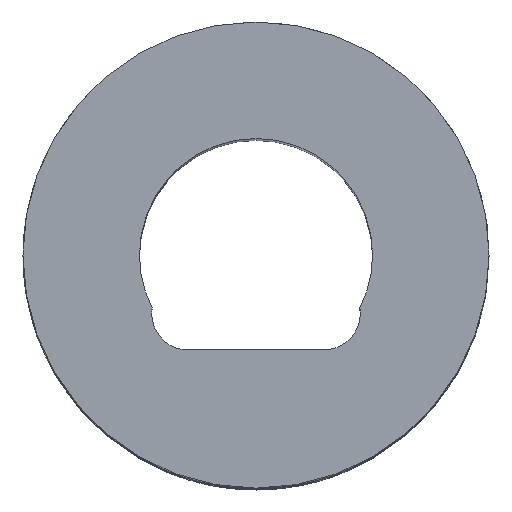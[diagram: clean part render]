
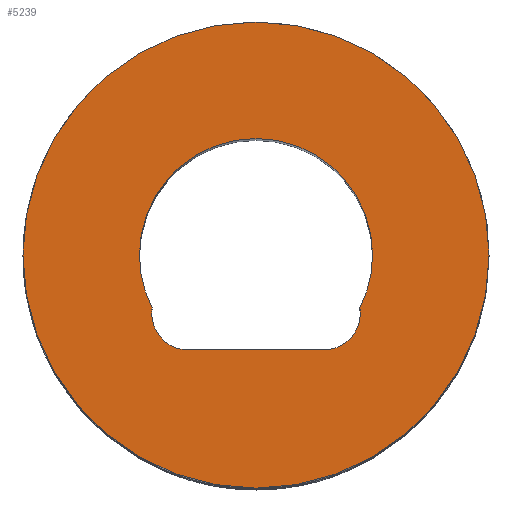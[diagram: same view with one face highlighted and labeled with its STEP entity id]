
A CAD part, top view. The second image highlights one B-rep face of the part: STEP entity #5239.
In plain terms, the highlighted planar face has unit normal (0, 0, 1).
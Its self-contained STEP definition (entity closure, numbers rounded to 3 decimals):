
#22 = FACE_OUTER_BOUND ( 'NONE', #2968, .T. ) ;
#698 = VERTEX_POINT ( 'NONE', #4223 ) ;
#727 = CARTESIAN_POINT ( 'NONE',  ( 3.175, 0., 14.624 ) ) ;
#904 = EDGE_CURVE ( 'NONE', #6757, #11223, #4484, .T. ) ;
#906 = DIRECTION ( 'NONE',  ( -1., 0., 0. ) ) ;
#976 = DIRECTION ( 'NONE',  ( -1., 0., 0. ) ) ;
#1134 = CARTESIAN_POINT ( 'NONE',  ( -1.842, -1.586, 14.624 ) ) ;
#1149 = CARTESIAN_POINT ( 'NONE',  ( -2.842, -1.586, 14.624 ) ) ;
#1322 = ORIENTED_EDGE ( 'NONE', *, *, #3682, .F. ) ;
#1566 = ORIENTED_EDGE ( 'NONE', *, *, #10835, .T. ) ;
#1808 = DIRECTION ( 'NONE',  ( 0., 0., -1. ) ) ;
#1926 = CARTESIAN_POINT ( 'NONE',  ( 0., 0., 14.624 ) ) ;
#2385 = CIRCLE ( 'NONE', #8621, 3.175 ) ;
#2462 = DIRECTION ( 'NONE',  ( 0., 0., -1. ) ) ;
#2513 = DIRECTION ( 'NONE',  ( -1., 0., 0. ) ) ;
#2683 = EDGE_CURVE ( 'NONE', #6135, #12698, #11884, .T. ) ;
#2965 = DIRECTION ( 'NONE',  ( 0., 0., -1. ) ) ;
#2968 = EDGE_LOOP ( 'NONE', ( #9040, #1322 ) ) ;
#2999 = CIRCLE ( 'NONE', #7597, 6.35 ) ;
#3281 = DIRECTION ( 'NONE',  ( 0., 0., -1. ) ) ;
#3403 = DIRECTION ( 'NONE',  ( -1., 0., 0. ) ) ;
#3524 = VERTEX_POINT ( 'NONE', #6087 ) ;
#3682 = EDGE_CURVE ( 'NONE', #698, #7890, #11556, .T. ) ;
#3880 = DIRECTION ( 'NONE',  ( -1., 0., 0. ) ) ;
#3972 = CIRCLE ( 'NONE', #8296, 0.999 ) ;
#4091 = AXIS2_PLACEMENT_3D ( 'NONE', #4477, #6391, #3403 ) ;
#4223 = CARTESIAN_POINT ( 'NONE',  ( -6.35, 0., 14.624 ) ) ;
#4477 = CARTESIAN_POINT ( 'NONE',  ( 1.842, -1.586, 14.624 ) ) ;
#4479 = CARTESIAN_POINT ( 'NONE',  ( 0., 0., 14.624 ) ) ;
#4484 = CIRCLE ( 'NONE', #4091, 0.999 ) ;
#4510 = DIRECTION ( 'NONE',  ( -1., 0., 0. ) ) ;
#4519 = DIRECTION ( 'NONE',  ( 0., 0., -1. ) ) ;
#4570 = AXIS2_PLACEMENT_3D ( 'NONE', #6473, #4519, #2513 ) ;
#4899 = CARTESIAN_POINT ( 'NONE',  ( 2.831, -1.438, 14.624 ) ) ;
#4999 = DIRECTION ( 'NONE',  ( 0., 0., -1. ) ) ;
#5227 = CARTESIAN_POINT ( 'NONE',  ( 1.842, -2.586, 14.624 ) ) ;
#5239 = ADVANCED_FACE ( 'NONE', ( #5704, #22 ), #5798, .F. ) ;
#5273 = VECTOR ( 'NONE', #3880, 1000. ) ;
#5667 = VERTEX_POINT ( 'NONE', #727 ) ;
#5704 = FACE_BOUND ( 'NONE', #8227, .T. ) ;
#5798 = PLANE ( 'NONE',  #11073 ) ;
#5884 = EDGE_CURVE ( 'NONE', #9024, #5667, #2385, .T. ) ;
#6015 = DIRECTION ( 'NONE',  ( -1., 0., 0. ) ) ;
#6087 = CARTESIAN_POINT ( 'NONE',  ( -1.842, -2.586, 14.624 ) ) ;
#6135 = VERTEX_POINT ( 'NONE', #1149 ) ;
#6334 = ORIENTED_EDGE ( 'NONE', *, *, #10414, .T. ) ;
#6391 = DIRECTION ( 'NONE',  ( 0., 0., -1. ) ) ;
#6473 = CARTESIAN_POINT ( 'NONE',  ( 0., 0., 14.624 ) ) ;
#6611 = ORIENTED_EDGE ( 'NONE', *, *, #2683, .T. ) ;
#6757 = VERTEX_POINT ( 'NONE', #4899 ) ;
#6906 = EDGE_CURVE ( 'NONE', #3524, #6135, #3972, .T. ) ;
#7174 = AXIS2_PLACEMENT_3D ( 'NONE', #1926, #2965, #6015 ) ;
#7289 = DIRECTION ( 'NONE',  ( 0., 0., -1. ) ) ;
#7334 = CARTESIAN_POINT ( 'NONE',  ( 6.35, 0., 14.624 ) ) ;
#7405 = ORIENTED_EDGE ( 'NONE', *, *, #10779, .T. ) ;
#7597 = AXIS2_PLACEMENT_3D ( 'NONE', #12211, #7289, #11363 ) ;
#7655 = EDGE_CURVE ( 'NONE', #7890, #698, #2999, .T. ) ;
#7890 = VERTEX_POINT ( 'NONE', #7334 ) ;
#7957 = LINE ( 'NONE', #9823, #5273 ) ;
#8227 = EDGE_LOOP ( 'NONE', ( #7405, #11515, #6611, #6334, #11843, #1566, #10882 ) ) ;
#8265 = CIRCLE ( 'NONE', #7174, 3.175 ) ;
#8296 = AXIS2_PLACEMENT_3D ( 'NONE', #1134, #3281, #12222 ) ;
#8438 = DIRECTION ( 'NONE',  ( 0., 0., -1. ) ) ;
#8449 = AXIS2_PLACEMENT_3D ( 'NONE', #10621, #2462, #4510 ) ;
#8621 = AXIS2_PLACEMENT_3D ( 'NONE', #4479, #8438, #10467 ) ;
#8812 = CARTESIAN_POINT ( 'NONE',  ( 0., 0., 14.624 ) ) ;
#8875 = CARTESIAN_POINT ( 'NONE',  ( -3.175, 0., 14.624 ) ) ;
#9024 = VERTEX_POINT ( 'NONE', #8875 ) ;
#9040 = ORIENTED_EDGE ( 'NONE', *, *, #7655, .F. ) ;
#9685 = CIRCLE ( 'NONE', #4570, 3.175 ) ;
#9823 = CARTESIAN_POINT ( 'NONE',  ( 0., -2.586, 14.624 ) ) ;
#10414 = EDGE_CURVE ( 'NONE', #12698, #9024, #9685, .T. ) ;
#10467 = DIRECTION ( 'NONE',  ( -1., 0., 0. ) ) ;
#10621 = CARTESIAN_POINT ( 'NONE',  ( 0., 0., 14.624 ) ) ;
#10779 = EDGE_CURVE ( 'NONE', #11223, #3524, #7957, .T. ) ;
#10835 = EDGE_CURVE ( 'NONE', #5667, #6757, #8265, .T. ) ;
#10882 = ORIENTED_EDGE ( 'NONE', *, *, #904, .T. ) ;
#11073 = AXIS2_PLACEMENT_3D ( 'NONE', #8812, #1808, #906 ) ;
#11223 = VERTEX_POINT ( 'NONE', #5227 ) ;
#11249 = AXIS2_PLACEMENT_3D ( 'NONE', #12241, #4999, #976 ) ;
#11363 = DIRECTION ( 'NONE',  ( -1., 0., 0. ) ) ;
#11515 = ORIENTED_EDGE ( 'NONE', *, *, #6906, .T. ) ;
#11556 = CIRCLE ( 'NONE', #8449, 6.35 ) ;
#11843 = ORIENTED_EDGE ( 'NONE', *, *, #5884, .T. ) ;
#11884 = CIRCLE ( 'NONE', #11249, 0.999 ) ;
#12211 = CARTESIAN_POINT ( 'NONE',  ( 0., 0., 14.624 ) ) ;
#12222 = DIRECTION ( 'NONE',  ( -1., 0., 0. ) ) ;
#12241 = CARTESIAN_POINT ( 'NONE',  ( -1.842, -1.586, 14.624 ) ) ;
#12698 = VERTEX_POINT ( 'NONE', #12990 ) ;
#12990 = CARTESIAN_POINT ( 'NONE',  ( -2.831, -1.438, 14.624 ) ) ;
